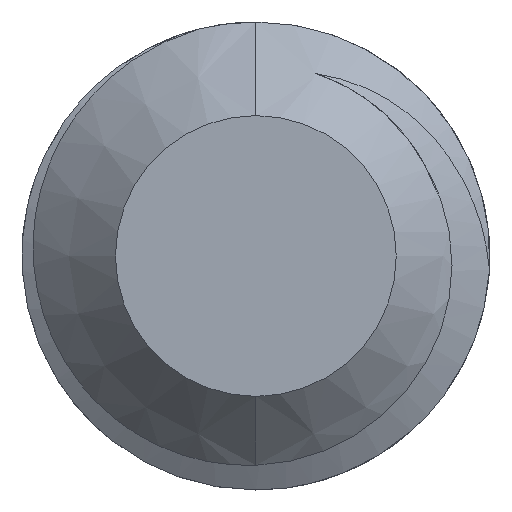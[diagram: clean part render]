
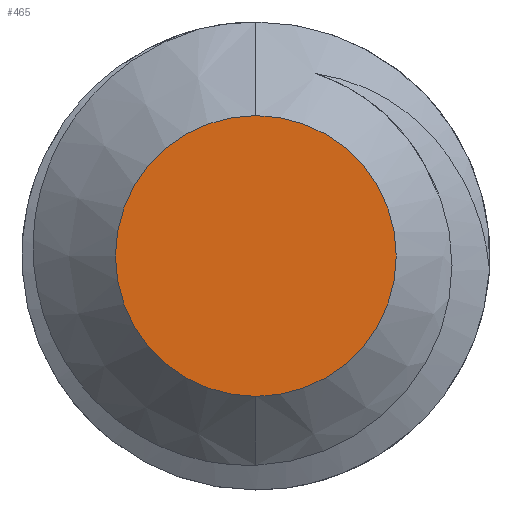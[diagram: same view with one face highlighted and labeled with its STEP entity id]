
A CAD part, left-side view. The second image highlights one B-rep face of the part: STEP entity #465.
In plain terms, the highlighted planar face has unit normal (-1, 0, 0).
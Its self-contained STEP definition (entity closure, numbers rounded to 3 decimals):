
#418 = CARTESIAN_POINT ( 'NONE',  ( 0., 0., 0.75 ) ) ;
#440 = DIRECTION ( 'NONE',  ( 1., 0., 0. ) ) ;
#465 = ADVANCED_FACE ( 'NONE', ( #990 ), #2366, .F. ) ;
#479 = VERTEX_POINT ( 'NONE', #1388 ) ;
#628 = DIRECTION ( 'NONE',  ( -1., 0., 0. ) ) ;
#671 = AXIS2_PLACEMENT_3D ( 'NONE', #1254, #1450, #2430 ) ;
#906 = ORIENTED_EDGE ( 'NONE', *, *, #1360, .T. ) ;
#945 = EDGE_CURVE ( 'NONE', #479, #1209, #2307, .T. ) ;
#990 = FACE_OUTER_BOUND ( 'NONE', #1045, .T. ) ;
#1045 = EDGE_LOOP ( 'NONE', ( #1289, #906 ) ) ;
#1209 = VERTEX_POINT ( 'NONE', #418 ) ;
#1254 = CARTESIAN_POINT ( 'NONE',  ( 0., 0., 0. ) ) ;
#1257 = DIRECTION ( 'NONE',  ( 0., 0., 1. ) ) ;
#1285 = AXIS2_PLACEMENT_3D ( 'NONE', #2218, #628, #1257 ) ;
#1289 = ORIENTED_EDGE ( 'NONE', *, *, #945, .T. ) ;
#1360 = EDGE_CURVE ( 'NONE', #1209, #479, #1983, .T. ) ;
#1388 = CARTESIAN_POINT ( 'NONE',  ( 0., 0., -0.75 ) ) ;
#1391 = CARTESIAN_POINT ( 'NONE',  ( 0., 0., 0. ) ) ;
#1403 = DIRECTION ( 'NONE',  ( 0., 0., -1. ) ) ;
#1450 = DIRECTION ( 'NONE',  ( -1., 0., 0. ) ) ;
#1751 = AXIS2_PLACEMENT_3D ( 'NONE', #1391, #440, #1403 ) ;
#1983 = CIRCLE ( 'NONE', #671, 0.75 ) ;
#2218 = CARTESIAN_POINT ( 'NONE',  ( 0., 0., 0. ) ) ;
#2307 = CIRCLE ( 'NONE', #1285, 0.75 ) ;
#2366 = PLANE ( 'NONE',  #1751 ) ;
#2430 = DIRECTION ( 'NONE',  ( 0., 0., 1. ) ) ;
